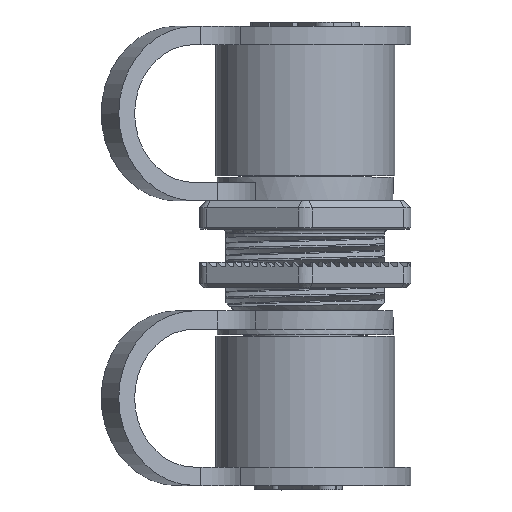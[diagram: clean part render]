
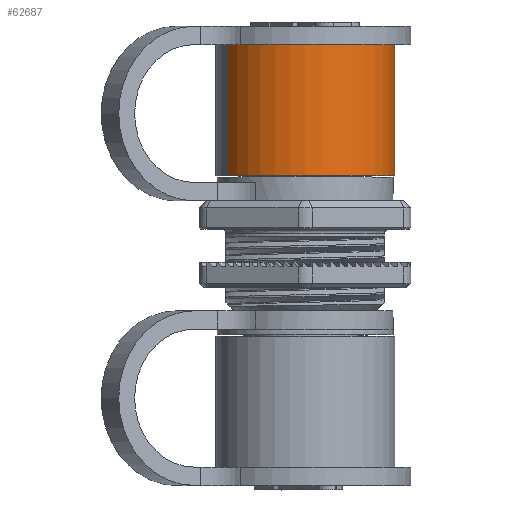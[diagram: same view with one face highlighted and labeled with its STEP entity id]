
A CAD part, top view. The second image highlights one B-rep face of the part: STEP entity #62687.
In plain terms, the highlighted cylindrical face has radius 16.129 mm (diameter 32.258 mm), a partial arc.
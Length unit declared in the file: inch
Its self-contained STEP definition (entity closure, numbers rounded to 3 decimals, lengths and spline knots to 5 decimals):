
#61524=CARTESIAN_POINT('',(0.,-0.13,0.));
#61525=DIRECTION('',(0.,1.,0.));
#61526=DIRECTION('',(1.,0.,0.));
#61527=AXIS2_PLACEMENT_3D('',#61524,#61525,#61526);
#61529=DIRECTION('',(0.,1.,0.));
#61530=VECTOR('',#61529,0.93);
#61531=CARTESIAN_POINT('',(0.635,-1.06,0.));
#61532=LINE('',#61531,#61530);
#61538=DIRECTION('',(0.,1.,0.));
#61539=VECTOR('',#61538,0.93);
#61540=CARTESIAN_POINT('',(-0.635,-1.06,0.));
#61541=LINE('',#61540,#61539);
#61542=CARTESIAN_POINT('',(0.,-1.06,0.));
#61543=DIRECTION('',(0.,-1.,0.));
#61544=DIRECTION('',(-1.,0.,0.));
#61545=AXIS2_PLACEMENT_3D('',#61542,#61543,#61544);
#62011=CARTESIAN_POINT('',(-0.635,-1.06,0.));
#62012=CARTESIAN_POINT('',(0.635,-1.06,0.));
#62013=VERTEX_POINT('',#62011);
#62014=VERTEX_POINT('',#62012);
#62015=CARTESIAN_POINT('',(0.635,-0.13,0.));
#62016=CARTESIAN_POINT('',(-0.635,-0.13,0.));
#62017=VERTEX_POINT('',#62015);
#62018=VERTEX_POINT('',#62016);
#62673=CARTESIAN_POINT('',(0.,0.,0.));
#62674=DIRECTION('',(0.,1.,0.));
#62675=DIRECTION('',(1.,0.,0.));
#62676=AXIS2_PLACEMENT_3D('',#62673,#62674,#62675);
#62677=CYLINDRICAL_SURFACE('',#62676,0.635);
#62678=ORIENTED_EDGE('',*,*,#62666,.T.);
#62680=ORIENTED_EDGE('',*,*,#62679,.F.);
#62682=ORIENTED_EDGE('',*,*,#62681,.T.);
#62684=ORIENTED_EDGE('',*,*,#62683,.T.);
#62685=EDGE_LOOP('',(#62678,#62680,#62682,#62684));
#62686=FACE_OUTER_BOUND('',#62685,.F.);
#62687=ADVANCED_FACE('',(#62686),#62677,.T.);
#61528=CIRCLE('',#61527,0.635);
#61546=CIRCLE('',#61545,0.635);
#62666=EDGE_CURVE('',#62017,#62018,#61528,.T.);
#62679=EDGE_CURVE('',#62013,#62018,#61541,.T.);
#62681=EDGE_CURVE('',#62013,#62014,#61546,.T.);
#62683=EDGE_CURVE('',#62014,#62017,#61532,.T.);
